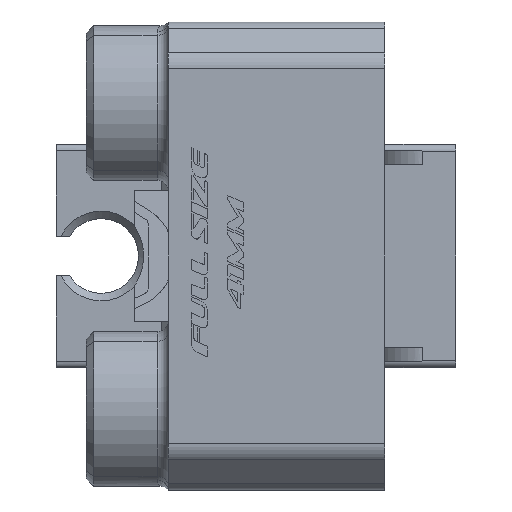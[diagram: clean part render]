
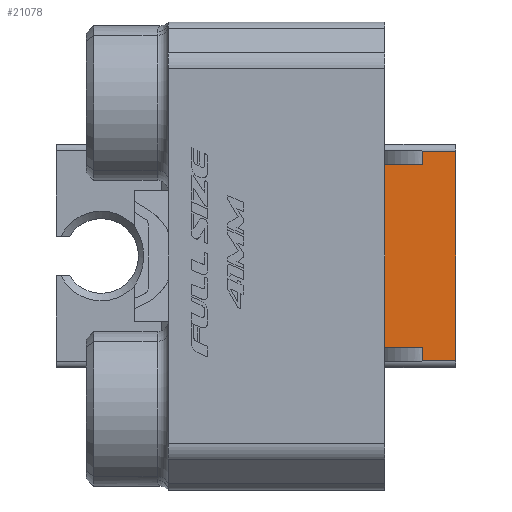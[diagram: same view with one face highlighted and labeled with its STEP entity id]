
A CAD part, left-side view. The second image highlights one B-rep face of the part: STEP entity #21078.
In plain terms, the highlighted planar face has unit normal (-1, 0, 0).
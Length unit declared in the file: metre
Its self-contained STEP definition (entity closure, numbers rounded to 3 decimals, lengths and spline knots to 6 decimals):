
#3153=ORIENTED_EDGE('',*,*,#8914,.T.);
#3154=ORIENTED_EDGE('',*,*,#8502,.F.);
#3155=ORIENTED_EDGE('',*,*,#8919,.F.);
#3156=ORIENTED_EDGE('',*,*,#8517,.F.);
#3157=ORIENTED_EDGE('',*,*,#8918,.T.);
#3158=ORIENTED_EDGE('',*,*,#8920,.T.);
#3159=ORIENTED_EDGE('',*,*,#8529,.T.);
#3160=ORIENTED_EDGE('',*,*,#8527,.T.);
#8502=EDGE_CURVE('',#11666,#11667,#13715,.T.);
#8517=EDGE_CURVE('',#11679,#11680,#13723,.T.);
#8527=EDGE_CURVE('',#11683,#11685,#13725,.T.);
#8529=EDGE_CURVE('',#11686,#11683,#13727,.T.);
#8914=EDGE_CURVE('',#11685,#11667,#13961,.T.);
#8918=EDGE_CURVE('',#11679,#11889,#13964,.T.);
#8919=EDGE_CURVE('',#11680,#11666,#13965,.T.);
#8920=EDGE_CURVE('',#11889,#11686,#13966,.T.);
#11666=VERTEX_POINT('',#30391);
#11667=VERTEX_POINT('',#30393);
#11679=VERTEX_POINT('',#30442);
#11680=VERTEX_POINT('',#30443);
#11683=VERTEX_POINT('',#30487);
#11685=VERTEX_POINT('',#30497);
#11686=VERTEX_POINT('',#30502);
#11889=VERTEX_POINT('',#34130);
#13715=LINE('',#30392,#15962);
#13723=LINE('',#30441,#15970);
#13725=LINE('',#30498,#15972);
#13727=LINE('',#30501,#15974);
#13961=LINE('',#34123,#16208);
#13964=LINE('',#34131,#16211);
#13965=LINE('',#34133,#16212);
#13966=LINE('',#34134,#16213);
#15962=VECTOR('',#24036,1.);
#15970=VECTOR('',#24054,1.);
#15972=VECTOR('',#24056,1.);
#15974=VECTOR('',#24060,1.);
#16208=VECTOR('',#24560,1.);
#16211=VECTOR('',#24571,1.);
#16212=VECTOR('',#24574,1.);
#16213=VECTOR('',#24575,1.);
#17920=EDGE_LOOP('',(#3153,#3154,#3155,#3156,#3157,#3158,#3159,#3160));
#19155=FACE_BOUND('',#17920,.T.);
#20248=PLANE('',#22205);
#21078=ADVANCED_FACE('',(#19155),#20248,.F.);
#22205=AXIS2_PLACEMENT_3D('',#34132,#24572,#24573);
#24036=DIRECTION('',(0.,0.,1.));
#24054=DIRECTION('',(0.,0.,1.));
#24056=DIRECTION('',(0.,0.,-1.));
#24060=DIRECTION('',(0.,1.,0.));
#24560=DIRECTION('',(0.,1.,0.));
#24571=DIRECTION('',(0.,-1.,0.));
#24572=DIRECTION('',(1.,0.,0.));
#24573=DIRECTION('',(0.,0.,-1.));
#24574=DIRECTION('',(0.,1.,0.));
#24575=DIRECTION('',(0.,0.,1.));
#30391=CARTESIAN_POINT('',(0.013,-0.002,-0.0122));
#30392=CARTESIAN_POINT('',(0.013,-0.002,-0.0122));
#30393=CARTESIAN_POINT('',(0.013,-0.002,0.0122));
#30441=CARTESIAN_POINT('',(0.013,-0.007074,-0.0142));
#30442=CARTESIAN_POINT('',(0.013,-0.007074,-0.014));
#30443=CARTESIAN_POINT('',(0.013,-0.007074,-0.0122));
#30487=CARTESIAN_POINT('',(0.013,-0.007074,0.014));
#30497=CARTESIAN_POINT('',(0.013,-0.007074,0.0122));
#30498=CARTESIAN_POINT('',(0.013,-0.007074,0.0142));
#30501=CARTESIAN_POINT('',(0.013,-0.0095,0.014));
#30502=CARTESIAN_POINT('',(0.013,-0.0115,0.014));
#34123=CARTESIAN_POINT('',(0.013,0.,0.0122));
#34130=CARTESIAN_POINT('',(0.013,-0.0115,-0.014));
#34131=CARTESIAN_POINT('',(0.013,-0.0095,-0.014));
#34132=CARTESIAN_POINT('',(0.013,-0.0095,0.));
#34133=CARTESIAN_POINT('',(0.013,0.,-0.0122));
#34134=CARTESIAN_POINT('',(0.013,-0.0115,0.));
